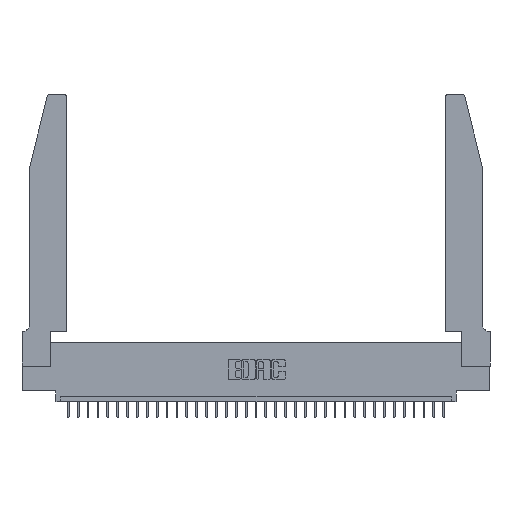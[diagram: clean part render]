
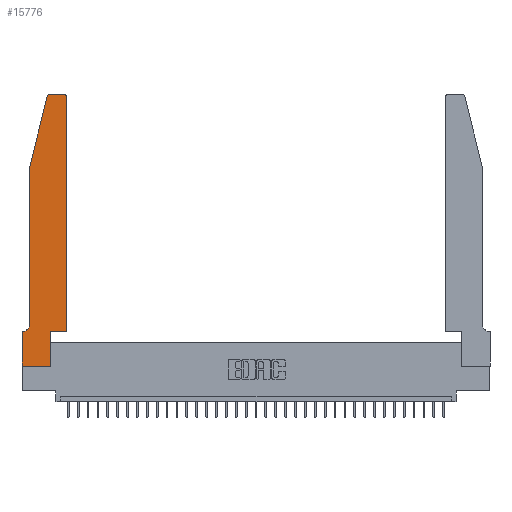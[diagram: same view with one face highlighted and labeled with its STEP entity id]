
A CAD part, top view. The second image highlights one B-rep face of the part: STEP entity #15776.
In plain terms, the highlighted planar face has unit normal (0, 0, 1).
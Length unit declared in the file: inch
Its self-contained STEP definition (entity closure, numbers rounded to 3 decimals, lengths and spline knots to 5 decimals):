
#111 = DIRECTION ( 'NONE',  ( -1., 0., 0. ) ) ;
#226 = CARTESIAN_POINT ( 'NONE',  ( 0.4205, 2.75, 0.37 ) ) ;
#509 = VECTOR ( 'NONE', #34452, 39.37008 ) ;
#688 = LINE ( 'NONE', #27527, #4116 ) ;
#765 = PLANE ( 'NONE',  #1521 ) ;
#1228 = EDGE_CURVE ( 'NONE', #3408, #22502, #16821, .T. ) ;
#1385 = VERTEX_POINT ( 'NONE', #226 ) ;
#1521 = AXIS2_PLACEMENT_3D ( 'NONE', #4216, #9694, #31143 ) ;
#1882 = CARTESIAN_POINT ( 'NONE',  ( 0., 0., 0.37 ) ) ;
#1919 = DIRECTION ( 'NONE',  ( 0., 0., 1. ) ) ;
#2067 = DIRECTION ( 'NONE',  ( 0., 1., 0. ) ) ;
#2426 = DIRECTION ( 'NONE',  ( 0., 0., 1. ) ) ;
#3408 = VERTEX_POINT ( 'NONE', #20270 ) ;
#3748 = ORIENTED_EDGE ( 'NONE', *, *, #32486, .T. ) ;
#3905 = VERTEX_POINT ( 'NONE', #18328 ) ;
#4094 = CARTESIAN_POINT ( 'NONE',  ( 0.0055, 0.35, 0.37 ) ) ;
#4116 = VECTOR ( 'NONE', #11479, 39.37008 ) ;
#4216 = CARTESIAN_POINT ( 'NONE',  ( 0., 0.35, 0.37 ) ) ;
#4758 = LINE ( 'NONE', #10324, #509 ) ;
#5369 = VERTEX_POINT ( 'NONE', #32111 ) ;
#5435 = EDGE_CURVE ( 'NONE', #5369, #3905, #30940, .T. ) ;
#5876 = DIRECTION ( 'NONE',  ( -1., 0., 0. ) ) ;
#5955 = EDGE_CURVE ( 'NONE', #25058, #7386, #13310, .T. ) ;
#5958 = CARTESIAN_POINT ( 'NONE',  ( 0.2605, 2.75, 0.37 ) ) ;
#6641 = VERTEX_POINT ( 'NONE', #4094 ) ;
#7117 = ORIENTED_EDGE ( 'NONE', *, *, #7364, .T. ) ;
#7288 = ORIENTED_EDGE ( 'NONE', *, *, #8789, .T. ) ;
#7364 = EDGE_CURVE ( 'NONE', #3905, #1385, #16906, .T. ) ;
#7386 = VERTEX_POINT ( 'NONE', #28886 ) ;
#8007 = VECTOR ( 'NONE', #14778, 39.37008 ) ;
#8113 = DIRECTION ( 'NONE',  ( 0., -1., 0. ) ) ;
#8205 = CARTESIAN_POINT ( 'NONE',  ( 0.0055, 0.42, 0.37 ) ) ;
#8515 = EDGE_CURVE ( 'NONE', #30786, #12111, #11897, .T. ) ;
#8789 = EDGE_CURVE ( 'NONE', #27769, #5369, #21459, .T. ) ;
#9638 = CARTESIAN_POINT ( 'NONE',  ( 0., 0., 0.37 ) ) ;
#9694 = DIRECTION ( 'NONE',  ( 0., 0., 1. ) ) ;
#9769 = DIRECTION ( 'NONE',  ( 1., 0., 0. ) ) ;
#10203 = CARTESIAN_POINT ( 'NONE',  ( 0., 0.35, 0.37 ) ) ;
#10324 = CARTESIAN_POINT ( 'NONE',  ( 0.2865, 0.35, 0.37 ) ) ;
#10427 = CARTESIAN_POINT ( 'NONE',  ( 0.2865, 0., 0.37 ) ) ;
#10709 = CARTESIAN_POINT ( 'NONE',  ( 0.0755, 0.35, 0.37 ) ) ;
#11334 = VECTOR ( 'NONE', #5876, 39.37008 ) ;
#11479 = DIRECTION ( 'NONE',  ( -0.239, -0.971, 0. ) ) ;
#11614 = EDGE_LOOP ( 'NONE', ( #28949, #27129, #31843, #13012, #3748, #26252, #13805, #19849, #23998, #7288, #17094, #7117 ) ) ;
#11897 = LINE ( 'NONE', #34499, #20257 ) ;
#12111 = VERTEX_POINT ( 'NONE', #1882 ) ;
#12225 = EDGE_CURVE ( 'NONE', #12111, #34607, #17619, .T. ) ;
#13012 = ORIENTED_EDGE ( 'NONE', *, *, #1228, .T. ) ;
#13207 = CARTESIAN_POINT ( 'NONE',  ( 0.284, 2.75, 0.37 ) ) ;
#13310 = CIRCLE ( 'NONE', #26757, 0.03 ) ;
#13805 = ORIENTED_EDGE ( 'NONE', *, *, #8515, .T. ) ;
#14372 = VECTOR ( 'NONE', #32530, 39.37008 ) ;
#14681 = DIRECTION ( 'NONE',  ( 0., -1., 0. ) ) ;
#14703 = EDGE_CURVE ( 'NONE', #7386, #3408, #688, .T. ) ;
#14778 = DIRECTION ( 'NONE',  ( 1., 0., 0. ) ) ;
#15109 = AXIS2_PLACEMENT_3D ( 'NONE', #8205, #21842, #111 ) ;
#15237 = CARTESIAN_POINT ( 'NONE',  ( 0.4505, 0.35, 0.37 ) ) ;
#15498 = CARTESIAN_POINT ( 'NONE',  ( 0.284, 2.72, 0.37 ) ) ;
#15546 = CARTESIAN_POINT ( 'NONE',  ( 0.4205, 2.72, 0.37 ) ) ;
#15776 = ADVANCED_FACE ( 'NONE', ( #25414 ), #765, .T. ) ;
#16821 = LINE ( 'NONE', #28985, #17281 ) ;
#16906 = CIRCLE ( 'NONE', #33976, 0.03 ) ;
#16944 = DIRECTION ( 'NONE',  ( -1., 0., 0. ) ) ;
#17045 = VECTOR ( 'NONE', #16944, 39.37008 ) ;
#17094 = ORIENTED_EDGE ( 'NONE', *, *, #5435, .T. ) ;
#17281 = VECTOR ( 'NONE', #8113, 39.37008 ) ;
#17619 = LINE ( 'NONE', #9638, #8007 ) ;
#18328 = CARTESIAN_POINT ( 'NONE',  ( 0.4505, 2.72, 0.37 ) ) ;
#19849 = ORIENTED_EDGE ( 'NONE', *, *, #12225, .T. ) ;
#20257 = VECTOR ( 'NONE', #14681, 39.37008 ) ;
#20270 = CARTESIAN_POINT ( 'NONE',  ( 0.0755, 2., 0.37 ) ) ;
#21130 = DIRECTION ( 'NONE',  ( 1., 0., 0. ) ) ;
#21459 = LINE ( 'NONE', #15237, #14372 ) ;
#21842 = DIRECTION ( 'NONE',  ( 0., 0., -1. ) ) ;
#22502 = VERTEX_POINT ( 'NONE', #23316 ) ;
#23316 = CARTESIAN_POINT ( 'NONE',  ( 0.0755, 0.42, 0.37 ) ) ;
#23998 = ORIENTED_EDGE ( 'NONE', *, *, #30830, .T. ) ;
#24224 = VECTOR ( 'NONE', #2067, 39.37008 ) ;
#24909 = CIRCLE ( 'NONE', #15109, 0.07 ) ;
#25058 = VERTEX_POINT ( 'NONE', #13207 ) ;
#25414 = FACE_OUTER_BOUND ( 'NONE', #11614, .T. ) ;
#26252 = ORIENTED_EDGE ( 'NONE', *, *, #31517, .T. ) ;
#26319 = EDGE_CURVE ( 'NONE', #1385, #25058, #33446, .T. ) ;
#26757 = AXIS2_PLACEMENT_3D ( 'NONE', #15498, #1919, #9769 ) ;
#27129 = ORIENTED_EDGE ( 'NONE', *, *, #5955, .T. ) ;
#27527 = CARTESIAN_POINT ( 'NONE',  ( 0.0755, 2., 0.37 ) ) ;
#27769 = VERTEX_POINT ( 'NONE', #29699 ) ;
#28886 = CARTESIAN_POINT ( 'NONE',  ( 0.25487, 2.72718, 0.37 ) ) ;
#28949 = ORIENTED_EDGE ( 'NONE', *, *, #26319, .T. ) ;
#28985 = CARTESIAN_POINT ( 'NONE',  ( 0.0755, 2., 0.37 ) ) ;
#29699 = CARTESIAN_POINT ( 'NONE',  ( 0.2865, 0.35, 0.37 ) ) ;
#30786 = VERTEX_POINT ( 'NONE', #10203 ) ;
#30830 = EDGE_CURVE ( 'NONE', #34607, #27769, #4758, .T. ) ;
#30940 = LINE ( 'NONE', #31592, #24224 ) ;
#31143 = DIRECTION ( 'NONE',  ( 1., 0., 0. ) ) ;
#31517 = EDGE_CURVE ( 'NONE', #6641, #30786, #32344, .T. ) ;
#31592 = CARTESIAN_POINT ( 'NONE',  ( 0.4505, 0.35, 0.37 ) ) ;
#31843 = ORIENTED_EDGE ( 'NONE', *, *, #14703, .T. ) ;
#32111 = CARTESIAN_POINT ( 'NONE',  ( 0.4505, 0.35, 0.37 ) ) ;
#32344 = LINE ( 'NONE', #10709, #11334 ) ;
#32486 = EDGE_CURVE ( 'NONE', #22502, #6641, #24909, .T. ) ;
#32530 = DIRECTION ( 'NONE',  ( 1., 0., 0. ) ) ;
#33446 = LINE ( 'NONE', #5958, #17045 ) ;
#33976 = AXIS2_PLACEMENT_3D ( 'NONE', #15546, #2426, #21130 ) ;
#34452 = DIRECTION ( 'NONE',  ( 0., 1., 0. ) ) ;
#34499 = CARTESIAN_POINT ( 'NONE',  ( 0., 0., 0.37 ) ) ;
#34607 = VERTEX_POINT ( 'NONE', #10427 ) ;
